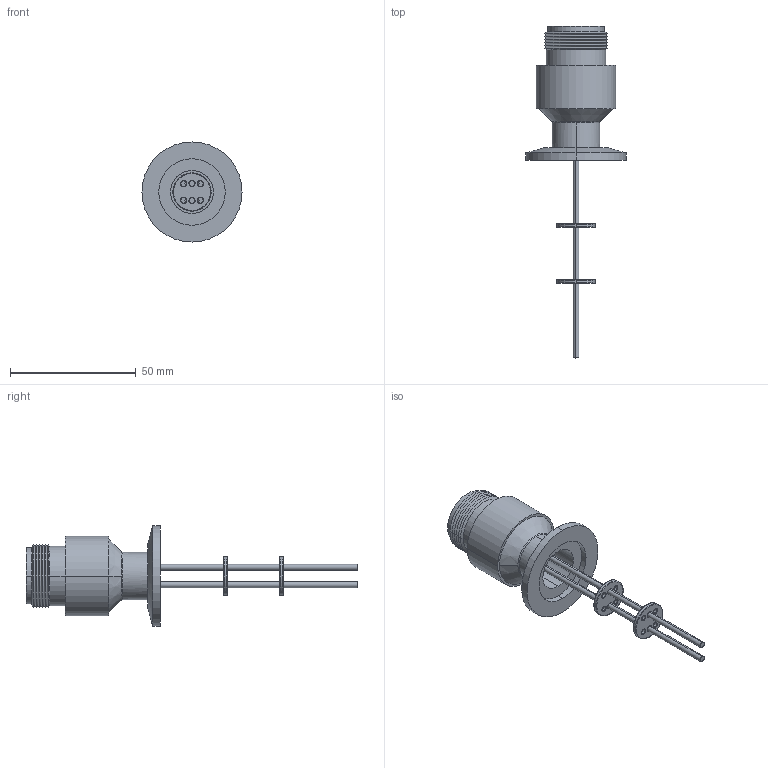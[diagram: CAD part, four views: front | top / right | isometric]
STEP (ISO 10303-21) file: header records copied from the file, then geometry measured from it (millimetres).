
FILE_DESCRIPTION (( 'STEP AP203' ), '1' );
FILE_NAME ('A3991-1-QF.STEP', '2013-03-25T13:07:52', ( '' ), ( '' ), 'SwSTEP 2.0', 'SolidWorks 2012', '' );
FILE_SCHEMA (( 'CONFIG_CONTROL_DESIGN' ));
Length unit declared in the file: inch
Products named in the file (1): A3991-1-QF
Bounding box: 39.88 x 132.19 x 39.88 mm (x, y, z)
Volume: 15670.5 mm3; surface area: 16779 mm2
Topology: 1 solids, 1 shells, 222 faces, 560 edges, 359 vertices
Faces by surface type: cone 94, cylinder 76, plane 36, bspline 16
Entity records: 7431 total; most frequent: CARTESIAN_POINT 1767, DIRECTION 1301, ORIENTED_EDGE 1112, EDGE_CURVE 556, AXIS2_PLACEMENT_3D 553, VERTEX_POINT 359, CIRCLE 346, EDGE_LOOP 265
